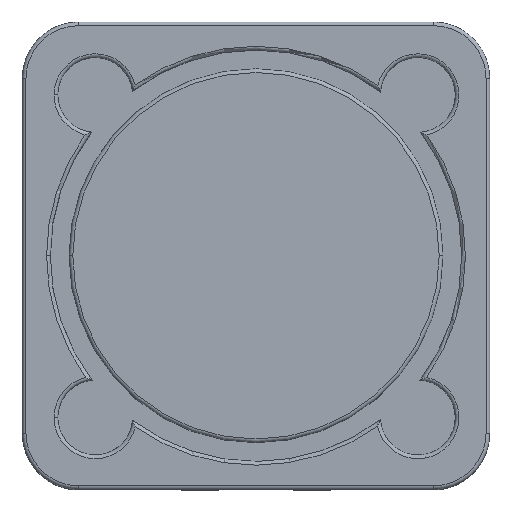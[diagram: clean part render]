
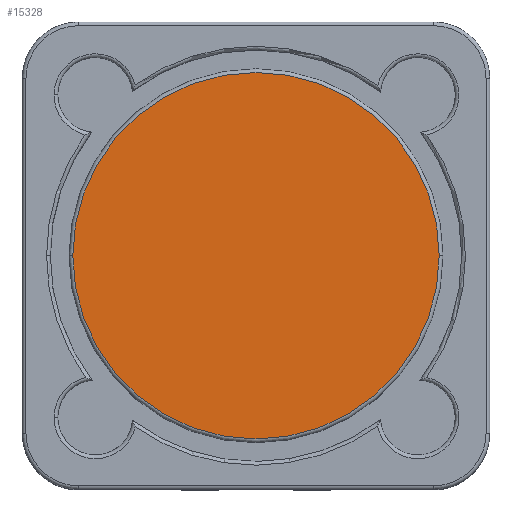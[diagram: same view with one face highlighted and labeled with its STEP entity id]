
A CAD part, top view. The second image highlights one B-rep face of the part: STEP entity #15328.
In plain terms, the highlighted planar face has unit normal (0, 0, 1).
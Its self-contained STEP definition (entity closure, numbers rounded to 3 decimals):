
#858 = EDGE_CURVE('',#859,#861,#863,.T.);
#859 = VERTEX_POINT('',#860);
#860 = CARTESIAN_POINT('',(4.9,0.,8.));
#861 = VERTEX_POINT('',#862);
#862 = CARTESIAN_POINT('',(-4.9,0.,8.));
#863 = SURFACE_CURVE('',#864,(#869,#903),.PCURVE_S1.);
#864 = CIRCLE('',#865,4.9);
#865 = AXIS2_PLACEMENT_3D('',#866,#867,#868);
#866 = CARTESIAN_POINT('',(0.,0.,8.));
#867 = DIRECTION('',(0.,0.,1.));
#868 = DIRECTION('',(-1.,0.,0.));
#869 = PCURVE('',#870,#875);
#870 = TOROIDAL_SURFACE('',#871,4.9,0.1);
#871 = AXIS2_PLACEMENT_3D('',#872,#873,#874);
#872 = CARTESIAN_POINT('',(0.,0.,7.9));
#873 = DIRECTION('',(0.,0.,-1.));
#874 = DIRECTION('',(-1.,0.,0.));
#875 = DEFINITIONAL_REPRESENTATION('',(#876),#902);
#876 = B_SPLINE_CURVE_WITH_KNOTS('',3,(#877,#878,#879,#880,#881,#882,
    #883,#884,#885,#886,#887,#888,#889,#890,#891,#892,#893,#894,#895,
    #896,#897,#898,#899,#900,#901),.UNSPECIFIED.,.F.,.F.,(4,1,1,1,1,1,1,
    1,1,1,1,1,1,1,1,1,1,1,1,1,1,1,4),(3.142,3.284,
    3.427,3.57,3.713,3.856,
    3.998,4.141,4.284,4.427,
    4.57,4.712,4.855,4.998,
    5.141,5.284,5.426,5.569,
    5.712,5.855,5.998,6.14,
    6.283),.QUASI_UNIFORM_KNOTS.);
#877 = CARTESIAN_POINT('',(3.142,4.712));
#878 = CARTESIAN_POINT('',(3.094,4.712));
#879 = CARTESIAN_POINT('',(2.999,4.712));
#880 = CARTESIAN_POINT('',(2.856,4.712));
#881 = CARTESIAN_POINT('',(2.713,4.712));
#882 = CARTESIAN_POINT('',(2.57,4.712));
#883 = CARTESIAN_POINT('',(2.428,4.712));
#884 = CARTESIAN_POINT('',(2.285,4.712));
#885 = CARTESIAN_POINT('',(2.142,4.712));
#886 = CARTESIAN_POINT('',(1.999,4.712));
#887 = CARTESIAN_POINT('',(1.856,4.712));
#888 = CARTESIAN_POINT('',(1.714,4.712));
#889 = CARTESIAN_POINT('',(1.571,4.712));
#890 = CARTESIAN_POINT('',(1.428,4.712));
#891 = CARTESIAN_POINT('',(1.285,4.712));
#892 = CARTESIAN_POINT('',(1.142,4.712));
#893 = CARTESIAN_POINT('',(1.,4.712));
#894 = CARTESIAN_POINT('',(0.857,4.712));
#895 = CARTESIAN_POINT('',(0.714,4.712));
#896 = CARTESIAN_POINT('',(0.571,4.712));
#897 = CARTESIAN_POINT('',(0.428,4.712));
#898 = CARTESIAN_POINT('',(0.286,4.712));
#899 = CARTESIAN_POINT('',(0.143,4.712));
#900 = CARTESIAN_POINT('',(0.048,4.712));
#901 = CARTESIAN_POINT('',(0.,4.712));
#902 = ( GEOMETRIC_REPRESENTATION_CONTEXT(2) 
PARAMETRIC_REPRESENTATION_CONTEXT() REPRESENTATION_CONTEXT('2D SPACE',''
  ) );
#903 = PCURVE('',#904,#909);
#904 = PLANE('',#905);
#905 = AXIS2_PLACEMENT_3D('',#906,#907,#908);
#906 = CARTESIAN_POINT('',(-4.75,-4.75,8.));
#907 = DIRECTION('',(0.,0.,-1.));
#908 = DIRECTION('',(-1.,0.,0.));
#909 = DEFINITIONAL_REPRESENTATION('',(#910),#918);
#910 = ( BOUNDED_CURVE() B_SPLINE_CURVE(2,(#911,#912,#913,#914,#915,#916
,#917),.UNSPECIFIED.,.F.,.F.) B_SPLINE_CURVE_WITH_KNOTS((1,2,2,2,2,1),(
    -2.094,0.,2.094,4.189,6.283,
8.378),.UNSPECIFIED.) CURVE() GEOMETRIC_REPRESENTATION_ITEM() 
RATIONAL_B_SPLINE_CURVE((1.,0.5,1.,0.5,1.,0.5,1.)) REPRESENTATION_ITEM(
  '') );
#911 = CARTESIAN_POINT('',(0.15,4.75));
#912 = CARTESIAN_POINT('',(0.15,-3.737));
#913 = CARTESIAN_POINT('',(-7.2,0.506));
#914 = CARTESIAN_POINT('',(-14.55,4.75));
#915 = CARTESIAN_POINT('',(-7.2,8.994));
#916 = CARTESIAN_POINT('',(0.15,13.237));
#917 = CARTESIAN_POINT('',(0.15,4.75));
#918 = ( GEOMETRIC_REPRESENTATION_CONTEXT(2) 
PARAMETRIC_REPRESENTATION_CONTEXT() REPRESENTATION_CONTEXT('2D SPACE',''
  ) );
#959 = TOROIDAL_SURFACE('',#960,4.9,0.1);
#960 = AXIS2_PLACEMENT_3D('',#961,#962,#963);
#961 = CARTESIAN_POINT('',(0.,0.,7.9));
#962 = DIRECTION('',(0.,0.,-1.));
#963 = DIRECTION('',(-1.,0.,0.));
#15328 = ADVANCED_FACE('',(#15329),#904,.F.);
#15329 = FACE_BOUND('',#15330,.T.);
#15330 = EDGE_LOOP('',(#15331,#15379));
#15331 = ORIENTED_EDGE('',*,*,#15332,.T.);
#15332 = EDGE_CURVE('',#861,#859,#15333,.T.);
#15333 = SURFACE_CURVE('',#15334,(#15339,#15350),.PCURVE_S1.);
#15334 = CIRCLE('',#15335,4.9);
#15335 = AXIS2_PLACEMENT_3D('',#15336,#15337,#15338);
#15336 = CARTESIAN_POINT('',(0.,0.,8.));
#15337 = DIRECTION('',(0.,0.,1.));
#15338 = DIRECTION('',(-1.,0.,0.));
#15339 = PCURVE('',#904,#15340);
#15340 = DEFINITIONAL_REPRESENTATION('',(#15341),#15349);
#15341 = ( BOUNDED_CURVE() B_SPLINE_CURVE(2,(#15342,#15343,#15344,#15345
    ,#15346,#15347,#15348),.UNSPECIFIED.,.F.,.F.) 
B_SPLINE_CURVE_WITH_KNOTS((1,2,2,2,2,1),(-2.094,0.,
    2.094,4.189,6.283,8.378),
.UNSPECIFIED.) CURVE() GEOMETRIC_REPRESENTATION_ITEM() 
RATIONAL_B_SPLINE_CURVE((1.,0.5,1.,0.5,1.,0.5,1.)) REPRESENTATION_ITEM(
  '') );
#15342 = CARTESIAN_POINT('',(0.15,4.75));
#15343 = CARTESIAN_POINT('',(0.15,-3.737));
#15344 = CARTESIAN_POINT('',(-7.2,0.506));
#15345 = CARTESIAN_POINT('',(-14.55,4.75));
#15346 = CARTESIAN_POINT('',(-7.2,8.994));
#15347 = CARTESIAN_POINT('',(0.15,13.237));
#15348 = CARTESIAN_POINT('',(0.15,4.75));
#15349 = ( GEOMETRIC_REPRESENTATION_CONTEXT(2) 
PARAMETRIC_REPRESENTATION_CONTEXT() REPRESENTATION_CONTEXT('2D SPACE',''
  ) );
#15350 = PCURVE('',#959,#15351);
#15351 = DEFINITIONAL_REPRESENTATION('',(#15352),#15378);
#15352 = B_SPLINE_CURVE_WITH_KNOTS('',3,(#15353,#15354,#15355,#15356,
    #15357,#15358,#15359,#15360,#15361,#15362,#15363,#15364,#15365,
    #15366,#15367,#15368,#15369,#15370,#15371,#15372,#15373,#15374,
    #15375,#15376,#15377),.UNSPECIFIED.,.F.,.F.,(4,1,1,1,1,1,1,1,1,1,1,1
    ,1,1,1,1,1,1,1,1,1,1,4),(0.,0.143,0.286,
    0.428,0.571,0.714,0.857,
    1.,1.142,1.285,1.428,
    1.571,1.714,1.856,1.999,
    2.142,2.285,2.428,2.57,
    2.713,2.856,2.999,3.142),
  .QUASI_UNIFORM_KNOTS.);
#15353 = CARTESIAN_POINT('',(6.283,4.712));
#15354 = CARTESIAN_POINT('',(6.236,4.712));
#15355 = CARTESIAN_POINT('',(6.14,4.712));
#15356 = CARTESIAN_POINT('',(5.998,4.712));
#15357 = CARTESIAN_POINT('',(5.855,4.712));
#15358 = CARTESIAN_POINT('',(5.712,4.712));
#15359 = CARTESIAN_POINT('',(5.569,4.712));
#15360 = CARTESIAN_POINT('',(5.426,4.712));
#15361 = CARTESIAN_POINT('',(5.284,4.712));
#15362 = CARTESIAN_POINT('',(5.141,4.712));
#15363 = CARTESIAN_POINT('',(4.998,4.712));
#15364 = CARTESIAN_POINT('',(4.855,4.712));
#15365 = CARTESIAN_POINT('',(4.712,4.712));
#15366 = CARTESIAN_POINT('',(4.57,4.712));
#15367 = CARTESIAN_POINT('',(4.427,4.712));
#15368 = CARTESIAN_POINT('',(4.284,4.712));
#15369 = CARTESIAN_POINT('',(4.141,4.712));
#15370 = CARTESIAN_POINT('',(3.998,4.712));
#15371 = CARTESIAN_POINT('',(3.856,4.712));
#15372 = CARTESIAN_POINT('',(3.713,4.712));
#15373 = CARTESIAN_POINT('',(3.57,4.712));
#15374 = CARTESIAN_POINT('',(3.427,4.712));
#15375 = CARTESIAN_POINT('',(3.284,4.712));
#15376 = CARTESIAN_POINT('',(3.189,4.712));
#15377 = CARTESIAN_POINT('',(3.142,4.712));
#15378 = ( GEOMETRIC_REPRESENTATION_CONTEXT(2) 
PARAMETRIC_REPRESENTATION_CONTEXT() REPRESENTATION_CONTEXT('2D SPACE',''
  ) );
#15379 = ORIENTED_EDGE('',*,*,#858,.T.);
